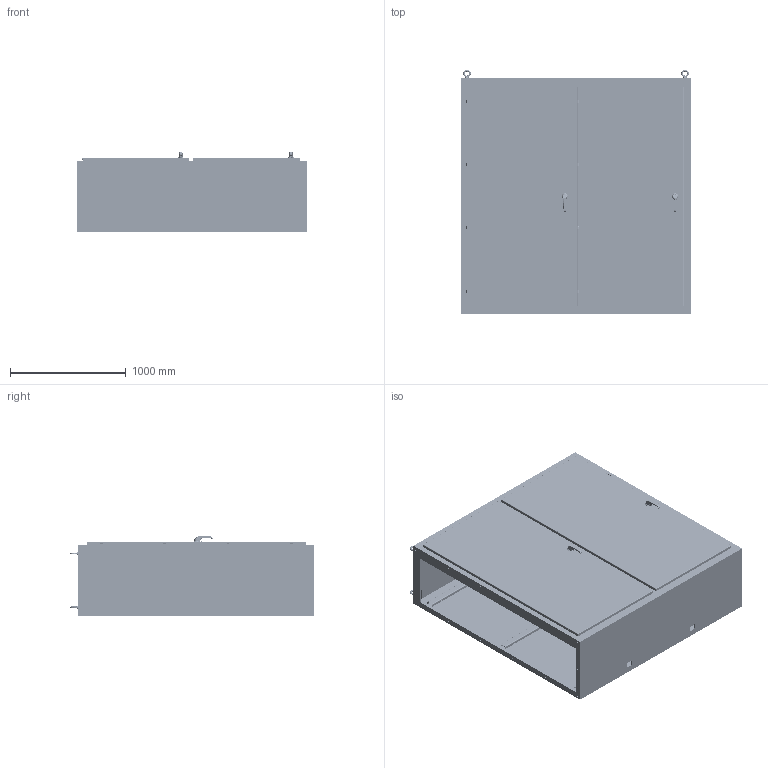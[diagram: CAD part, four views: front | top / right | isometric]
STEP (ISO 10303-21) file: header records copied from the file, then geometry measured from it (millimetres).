
FILE_DESCRIPTION (( 'STEP AP214' ), '1' );
FILE_NAME ('SCE-N80RX7824_REV1.STEP', '2024-05-01T17:02:26', ( '' ), ( '' ), 'SwSTEP 2.0', 'SolidWorks 2023', '' );
FILE_SCHEMA (( 'AUTOMOTIVE_DESIGN' ));
Length unit declared in the file: inch
Products named in the file (1): SCE-N80RX7824_REV1
Bounding box: 1974.85 x 2106.68 x 686.97 mm (x, y, z)
Volume: 37859288.4 mm3; surface area: 28378400.1 mm2
Topology: 51 solids, 59 shells, 7624 faces, 19639 edges, 12133 vertices
Faces by surface type: plane 3127, cylinder 2609, bspline 1493, cone 222, torus 173
Full cylindrical faces by diameter (mm): 1.016 x8, 3.978 x8, 4.318 x40, 4.978 x32, 5.016 x4, 5.207 x16, 5.232 x16, 5.537 x8, 6.096 x16, 6.198 x16, 6.35 x16, 7.137 x2, 9.525 x16, 10.323 x16, 11.176 x14, 11.25 x2, 15.24 x4, 16 x2, 29.8 x4
Entity records: 365660 total; most frequent: CARTESIAN_POINT 193853, ORIENTED_EDGE 37712, DIRECTION 32275, EDGE_CURVE 18856, VERTEX_POINT 11913, AXIS2_PLACEMENT_3D 11537, LINE 9201, VECTOR 9201
